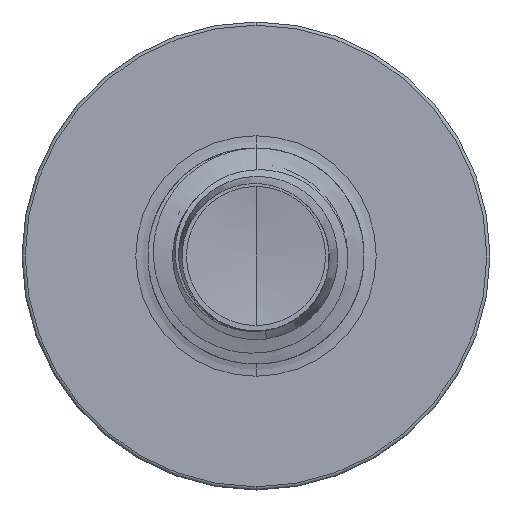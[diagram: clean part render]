
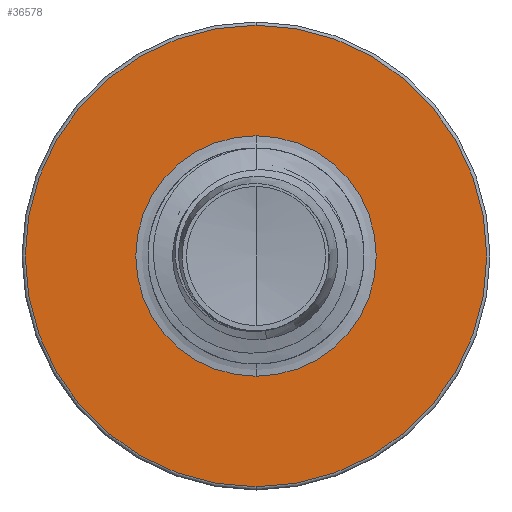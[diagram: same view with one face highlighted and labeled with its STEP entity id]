
A CAD part, front view. The second image highlights one B-rep face of the part: STEP entity #36578.
In plain terms, the highlighted planar face has unit normal (0, -1, 0).
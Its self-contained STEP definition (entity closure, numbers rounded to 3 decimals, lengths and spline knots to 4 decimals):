
#2162 = CARTESIAN_POINT ( 'NONE',  ( 0., 15., 3.205 ) ) ;
#2337 = AXIS2_PLACEMENT_3D ( 'NONE', #31068, #14418, #33759 ) ;
#2410 = EDGE_CURVE ( 'NONE', #8804, #36641, #28729, .T. ) ;
#2631 = AXIS2_PLACEMENT_3D ( 'NONE', #13467, #32897, #16473 ) ;
#2853 = CARTESIAN_POINT ( 'NONE',  ( 0., 15., -3.205 ) ) ;
#4178 = DIRECTION ( 'NONE',  ( 0., 1., 0. ) ) ;
#4613 = CIRCLE ( 'NONE', #2337, 3.205 ) ;
#6977 = CIRCLE ( 'NONE', #2631, 1.6704 ) ;
#7437 = EDGE_LOOP ( 'NONE', ( #15357, #15817 ) ) ;
#8261 = VERTEX_POINT ( 'NONE', #21519 ) ;
#8804 = VERTEX_POINT ( 'NONE', #2162 ) ;
#10412 = CARTESIAN_POINT ( 'NONE',  ( 0., 15., 0. ) ) ;
#13436 = DIRECTION ( 'NONE',  ( 0., 0., 1. ) ) ;
#13467 = CARTESIAN_POINT ( 'NONE',  ( 0., 15., 0. ) ) ;
#14418 = DIRECTION ( 'NONE',  ( 0., 1., 0. ) ) ;
#15085 = PLANE ( 'NONE',  #26772 ) ;
#15357 = ORIENTED_EDGE ( 'NONE', *, *, #32315, .T. ) ;
#15817 = ORIENTED_EDGE ( 'NONE', *, *, #34666, .T. ) ;
#16473 = DIRECTION ( 'NONE',  ( 0., 0., 1. ) ) ;
#17807 = FACE_OUTER_BOUND ( 'NONE', #35646, .T. ) ;
#18691 = FACE_BOUND ( 'NONE', #7437, .T. ) ;
#18817 = CARTESIAN_POINT ( 'NONE',  ( 0., 15., -1.6704 ) ) ;
#20891 = DIRECTION ( 'NONE',  ( 0., 0., 1. ) ) ;
#21201 = ORIENTED_EDGE ( 'NONE', *, *, #30526, .F. ) ;
#21519 = CARTESIAN_POINT ( 'NONE',  ( 0., 15., 1.6704 ) ) ;
#21868 = AXIS2_PLACEMENT_3D ( 'NONE', #22064, #4178, #24809 ) ;
#22064 = CARTESIAN_POINT ( 'NONE',  ( 0., 15., 0. ) ) ;
#22920 = AXIS2_PLACEMENT_3D ( 'NONE', #10412, #30163, #13436 ) ;
#22939 = ORIENTED_EDGE ( 'NONE', *, *, #2410, .F. ) ;
#24809 = DIRECTION ( 'NONE',  ( 0., 0., 1. ) ) ;
#26772 = AXIS2_PLACEMENT_3D ( 'NONE', #34332, #36950, #20891 ) ;
#28729 = CIRCLE ( 'NONE', #21868, 3.205 ) ;
#30163 = DIRECTION ( 'NONE',  ( 0., 1., 0. ) ) ;
#30526 = EDGE_CURVE ( 'NONE', #36641, #8804, #4613, .T. ) ;
#31068 = CARTESIAN_POINT ( 'NONE',  ( 0., 15., 0. ) ) ;
#32107 = VERTEX_POINT ( 'NONE', #18817 ) ;
#32315 = EDGE_CURVE ( 'NONE', #8261, #32107, #32814, .T. ) ;
#32814 = CIRCLE ( 'NONE', #22920, 1.6704 ) ;
#32897 = DIRECTION ( 'NONE',  ( 0., 1., 0. ) ) ;
#33759 = DIRECTION ( 'NONE',  ( 0., 0., 1. ) ) ;
#34332 = CARTESIAN_POINT ( 'NONE',  ( 0., 15., -1.6704 ) ) ;
#34666 = EDGE_CURVE ( 'NONE', #32107, #8261, #6977, .T. ) ;
#35646 = EDGE_LOOP ( 'NONE', ( #22939, #21201 ) ) ;
#36578 = ADVANCED_FACE ( 'NONE', ( #17807, #18691 ), #15085, .F. ) ;
#36641 = VERTEX_POINT ( 'NONE', #2853 ) ;
#36950 = DIRECTION ( 'NONE',  ( 0., 1., 0. ) ) ;
